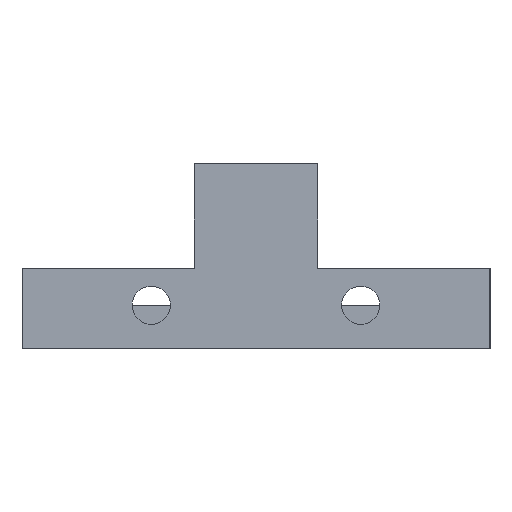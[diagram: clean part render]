
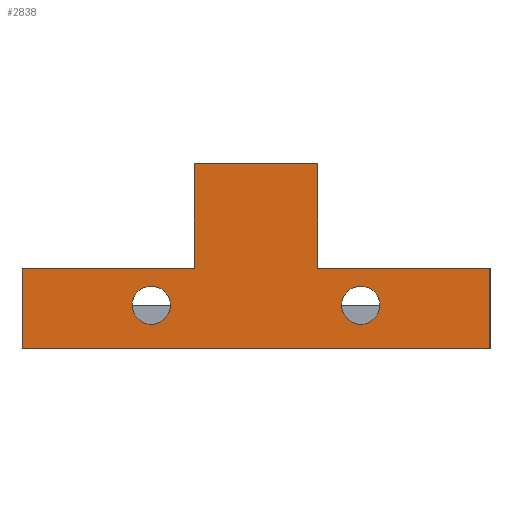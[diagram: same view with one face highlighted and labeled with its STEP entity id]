
A CAD part, left-side view. The second image highlights one B-rep face of the part: STEP entity #2838.
In plain terms, the highlighted planar face has unit normal (-1, 0, 0).
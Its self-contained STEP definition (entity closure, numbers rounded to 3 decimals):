
#21=FACE_BOUND('',#315,.T.);
#22=FACE_BOUND('',#316,.T.);
#69=CIRCLE('',#3011,1.55);
#70=CIRCLE('',#3012,1.55);
#158=FACE_OUTER_BOUND('',#314,.T.);
#314=EDGE_LOOP('',(#2077,#2078,#2079,#2080,#2081,#2082,#2083,#2084));
#315=EDGE_LOOP('',(#2085));
#316=EDGE_LOOP('',(#2086));
#575=LINE('',#4134,#943);
#584=LINE('',#4153,#952);
#599=LINE('',#4186,#967);
#600=LINE('',#4188,#968);
#601=LINE('',#4190,#969);
#602=LINE('',#4191,#970);
#603=LINE('',#4192,#971);
#604=LINE('',#4193,#972);
#943=VECTOR('',#3361,10.);
#952=VECTOR('',#3372,10.);
#967=VECTOR('',#3397,10.);
#968=VECTOR('',#3398,10.);
#969=VECTOR('',#3399,10.);
#970=VECTOR('',#3400,10.);
#971=VECTOR('',#3401,10.);
#972=VECTOR('',#3402,10.);
#1281=VERTEX_POINT('',#4132);
#1282=VERTEX_POINT('',#4133);
#1289=VERTEX_POINT('',#4149);
#1291=VERTEX_POINT('',#4152);
#1303=VERTEX_POINT('',#4184);
#1304=VERTEX_POINT('',#4185);
#1305=VERTEX_POINT('',#4187);
#1306=VERTEX_POINT('',#4189);
#1307=VERTEX_POINT('',#4194);
#1308=VERTEX_POINT('',#4196);
#1581=EDGE_CURVE('',#1281,#1282,#575,.T.);
#1590=EDGE_CURVE('',#1289,#1291,#584,.T.);
#1607=EDGE_CURVE('',#1303,#1304,#599,.T.);
#1608=EDGE_CURVE('',#1305,#1304,#600,.T.);
#1609=EDGE_CURVE('',#1306,#1305,#601,.T.);
#1610=EDGE_CURVE('',#1291,#1306,#602,.T.);
#1611=EDGE_CURVE('',#1289,#1281,#603,.T.);
#1612=EDGE_CURVE('',#1303,#1282,#604,.T.);
#1613=EDGE_CURVE('',#1307,#1307,#69,.T.);
#1614=EDGE_CURVE('',#1308,#1308,#70,.T.);
#2077=ORIENTED_EDGE('',*,*,#1607,.T.);
#2078=ORIENTED_EDGE('',*,*,#1608,.F.);
#2079=ORIENTED_EDGE('',*,*,#1609,.F.);
#2080=ORIENTED_EDGE('',*,*,#1610,.F.);
#2081=ORIENTED_EDGE('',*,*,#1590,.F.);
#2082=ORIENTED_EDGE('',*,*,#1611,.T.);
#2083=ORIENTED_EDGE('',*,*,#1581,.T.);
#2084=ORIENTED_EDGE('',*,*,#1612,.F.);
#2085=ORIENTED_EDGE('',*,*,#1613,.T.);
#2086=ORIENTED_EDGE('',*,*,#1614,.T.);
#2702=PLANE('',#3010);
#2838=ADVANCED_FACE('',(#158,#21,#22),#2702,.T.);
#3010=AXIS2_PLACEMENT_3D('',#4183,#3395,#3396);
#3011=AXIS2_PLACEMENT_3D('',#4195,#3403,#3404);
#3012=AXIS2_PLACEMENT_3D('',#4197,#3405,#3406);
#3361=DIRECTION('',(0.,0.,1.));
#3372=DIRECTION('',(0.,0.,1.));
#3395=DIRECTION('center_axis',(-1.,0.,0.));
#3396=DIRECTION('ref_axis',(0.,0.,1.));
#3397=DIRECTION('',(0.,0.,1.));
#3398=DIRECTION('',(0.,-1.,0.));
#3399=DIRECTION('',(0.,0.,1.));
#3400=DIRECTION('',(0.,-1.,0.));
#3401=DIRECTION('',(0.,-1.,0.));
#3402=DIRECTION('',(0.,-1.,0.));
#3403=DIRECTION('center_axis',(1.,0.,0.));
#3404=DIRECTION('ref_axis',(0.,-1.,0.));
#3405=DIRECTION('center_axis',(1.,0.,0.));
#3406=DIRECTION('ref_axis',(0.,-1.,0.));
#4132=CARTESIAN_POINT('',(-56.,-19.,0.));
#4133=CARTESIAN_POINT('',(-56.,-19.,6.5));
#4134=CARTESIAN_POINT('',(-56.,-19.,9.25));
#4149=CARTESIAN_POINT('',(-56.,19.,0.));
#4152=CARTESIAN_POINT('',(-56.,19.,6.5));
#4153=CARTESIAN_POINT('',(-56.,19.,3.5));
#4183=CARTESIAN_POINT('Origin',(-56.,-27.,18.5));
#4184=CARTESIAN_POINT('',(-56.,-5.,6.5));
#4185=CARTESIAN_POINT('',(-56.,-5.,15.));
#4186=CARTESIAN_POINT('',(-56.,-5.,3.5));
#4187=CARTESIAN_POINT('',(-56.,5.,15.));
#4188=CARTESIAN_POINT('',(-56.,-5.,15.));
#4189=CARTESIAN_POINT('',(-56.,5.,6.5));
#4190=CARTESIAN_POINT('',(-56.,5.,3.5));
#4191=CARTESIAN_POINT('',(-56.,5.,6.5));
#4192=CARTESIAN_POINT('',(-56.,-13.5,0.));
#4193=CARTESIAN_POINT('',(-56.,-19.,6.5));
#4194=CARTESIAN_POINT('',(-56.,10.05,3.5));
#4195=CARTESIAN_POINT('Origin',(-56.,8.5,3.5));
#4196=CARTESIAN_POINT('',(-56.,-6.95,3.5));
#4197=CARTESIAN_POINT('Origin',(-56.,-8.5,3.5));
